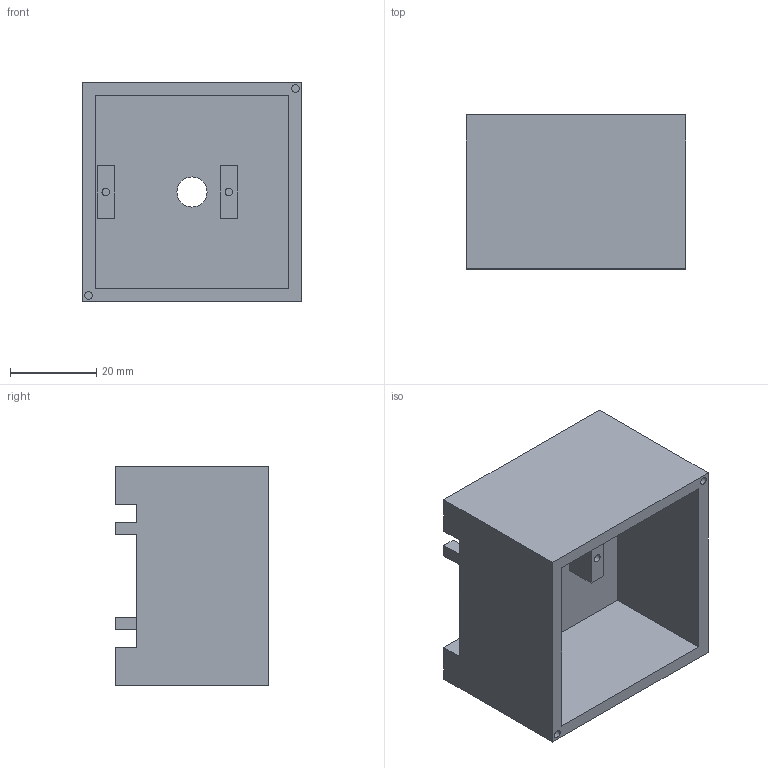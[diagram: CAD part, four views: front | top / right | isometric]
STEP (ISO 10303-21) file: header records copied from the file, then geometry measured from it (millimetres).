
FILE_DESCRIPTION(('FreeCAD Model'),'2;1');
FILE_NAME('Open CASCADE Shape Model','2025-07-31T13:03:53',(''),(''), 'Open CASCADE STEP processor 7.8','FreeCAD','Unknown');
FILE_SCHEMA(('AUTOMOTIVE_DESIGN { 1 0 10303 214 1 1 1 1 }'));
Length unit declared in the file: millimetre
Products named in the file (1): Parallel_Gripper_Part_1
Bounding box: 50.9 x 35.65 x 50.9 mm (x, y, z)
Volume: 30371.8 mm3; surface area: 18406.3 mm2
Topology: 1 solids, 1 shells, 50 faces, 114 edges, 76 vertices
Faces by surface type: plane 40, cylinder 10
Full cylindrical faces by diameter (mm): 1.8 x6, 2.8 x2, 7 x1, 18.5 x1
Entity records: 1432 total; most frequent: CARTESIAN_POINT 241, DIRECTION 236, ORIENTED_EDGE 228, EDGE_CURVE 114, LINE 94, VECTOR 94, VERTEX_POINT 76, AXIS2_PLACEMENT_3D 71
